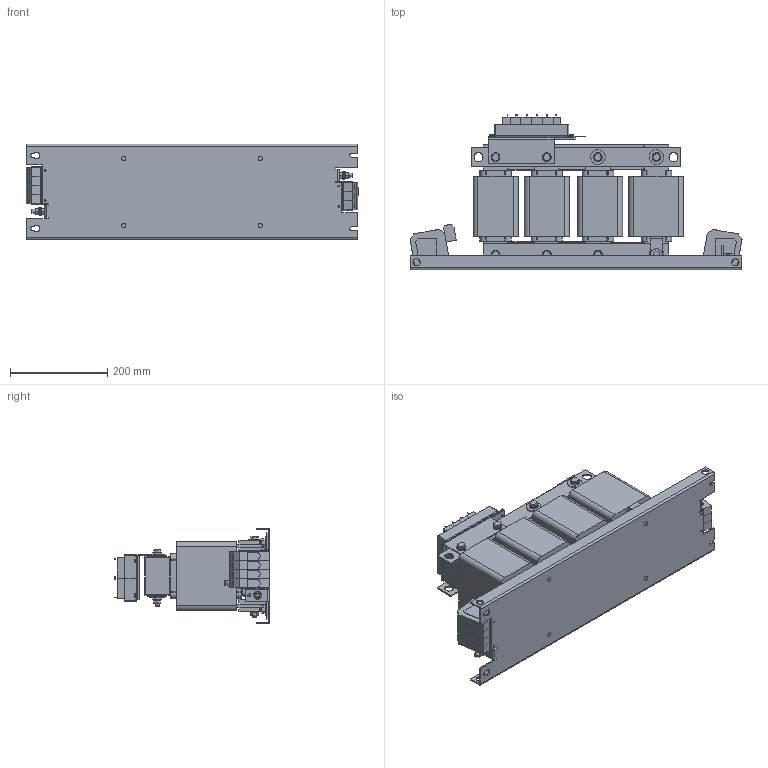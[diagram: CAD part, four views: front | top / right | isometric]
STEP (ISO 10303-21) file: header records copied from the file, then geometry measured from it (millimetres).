
FILE_DESCRIPTION (( 'STEP AP214' ), '1' );
FILE_NAME ('188297.STEP', '2022-04-08T06:12:20', ( '' ), ( '' ), 'SwSTEP 2.0', 'SolidWorks 2018', '' );
FILE_SCHEMA (( 'AUTOMOTIVE_DESIGN' ));
Length unit declared in the file: millimetre
Products named in the file (1): 188297
Bounding box: 681.12 x 318.8 x 196 mm (x, y, z)
Volume: 12261527.4 mm3; surface area: 1124036 mm2
Topology: 5 solids, 5 shells, 2048 faces, 5129 edges, 3195 vertices
Faces by surface type: plane 1383, cylinder 585, cone 38, torus 26, sphere 16
Entity records: 60519 total; most frequent: CARTESIAN_POINT 10605, DIRECTION 10551, ORIENTED_EDGE 10226, EDGE_CURVE 5113, VECTOR 3685, LINE 3685, AXIS2_PLACEMENT_3D 3433, VERTEX_POINT 3187
